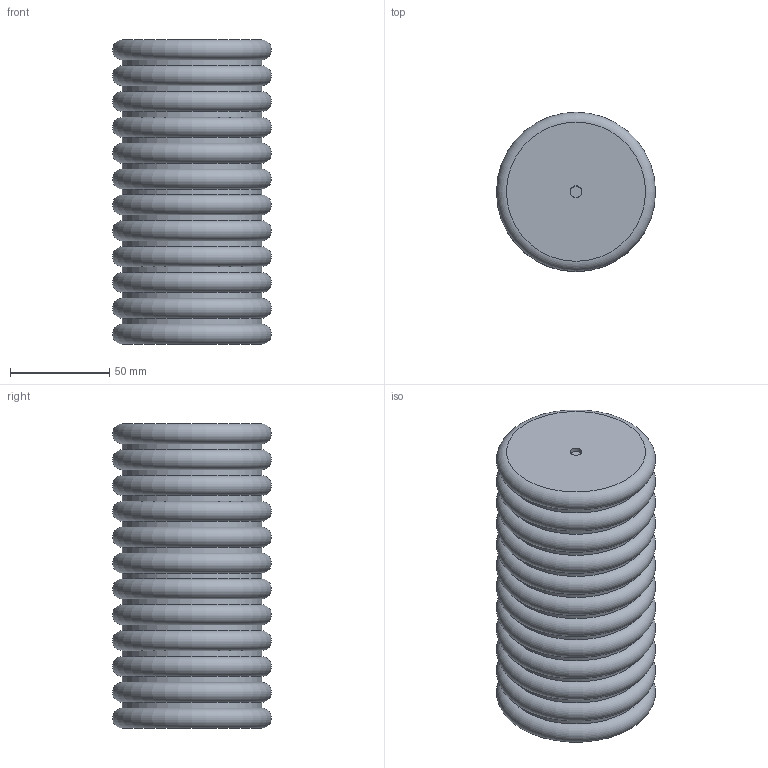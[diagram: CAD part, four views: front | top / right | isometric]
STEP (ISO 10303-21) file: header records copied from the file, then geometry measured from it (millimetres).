
FILE_DESCRIPTION(/* description */ (''),/* implementation_level */ '2;1');
FILE_NAME(/* name */ 'Uniaxial v1.step',/* time_stamp */ '2024-07-02T19:47:03-04:00',/* author */ (''),/* organization */ (''),/* preprocessor_version */ 'ST-DEVELOPER v20',/* originating_system */ 'Autodesk Translation Framework v13.14.0.145',/* authorisation */ '');
FILE_SCHEMA (('AUTOMOTIVE_DESIGN { 1 0 10303 214 3 1 1 }'));
Length unit declared in the file: millimetre
Products named in the file (1): Uniaxial
Bounding box: 80 x 80 x 153 mm (x, y, z)
Volume: 380740.6 mm3; surface area: 179578.2 mm2
Topology: 1 solids, 1 shells, 73 faces, 119 edges, 72 vertices
Faces by surface type: plane 26, torus 24, cylinder 23
Full cylindrical faces by diameter (mm): 6 x12, 70 x11
Entity records: 1746 total; most frequent: DIRECTION 363, CARTESIAN_POINT 265, ORIENTED_EDGE 238, AXIS2_PLACEMENT_3D 170, EDGE_CURVE 119, EDGE_LOOP 97, CIRCLE 96, FACE_OUTER_BOUND 73
